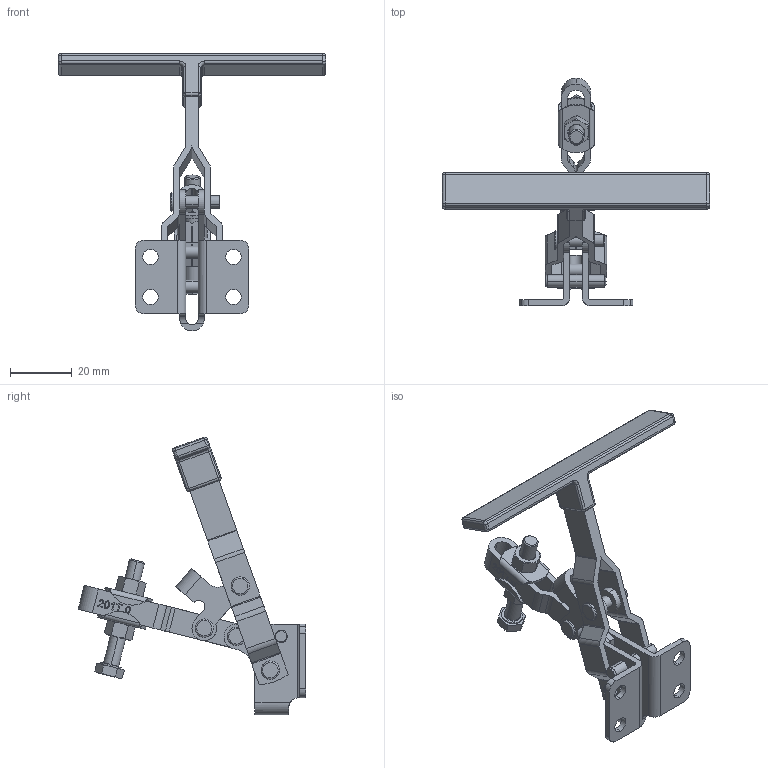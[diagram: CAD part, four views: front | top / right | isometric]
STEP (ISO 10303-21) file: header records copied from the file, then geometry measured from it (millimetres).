
FILE_DESCRIPTION((''),'2;1');
FILE_NAME('201T.0-opened.stp','2005-09-27T18:00:31',('Kysilko'),(''),'Autodesk Inventor 8','Autodesk Inventor 8','');
FILE_SCHEMA(('AUTOMOTIVE_DESIGN { 1 0 10303 214 1 1 1 1 }'));
Length unit declared in the file: millimetre
Products named in the file (1): Part60
Bounding box: 87 x 73.91 x 90.18 mm (x, y, z)
Volume: 15971.1 mm3; surface area: 14983.4 mm2
Topology: 1 solids, 6 shells, 535 faces, 1424 edges, 893 vertices
Faces by surface type: cylinder 192, plane 183, bspline 82, cone 52, sphere 14, torus 12
Entity records: 19085 total; most frequent: CARTESIAN_POINT 5981, ORIENTED_EDGE 2812, DIRECTION 2704, EDGE_CURVE 1406, AXIS2_PLACEMENT_3D 1006, VERTEX_POINT 893, VECTOR 692, LINE 692
